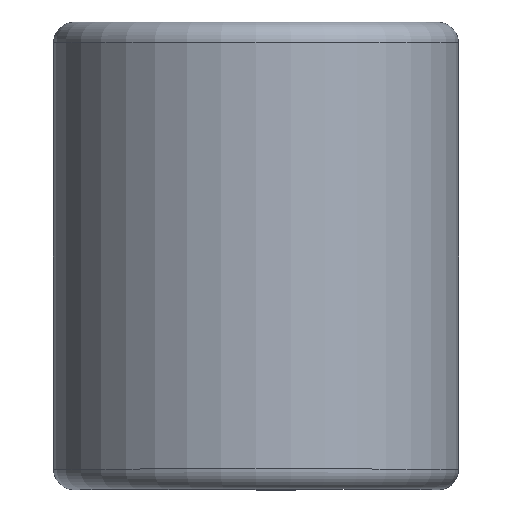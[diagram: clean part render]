
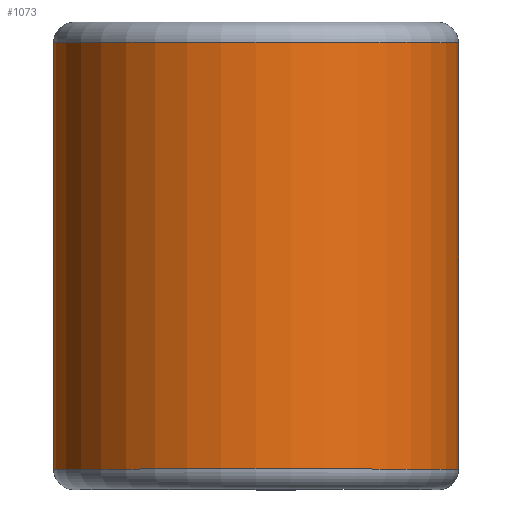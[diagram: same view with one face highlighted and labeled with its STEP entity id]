
A CAD part, top view. The second image highlights one B-rep face of the part: STEP entity #1073.
In plain terms, the highlighted cylindrical face has radius 7.569 mm (diameter 15.138 mm), a partial arc.
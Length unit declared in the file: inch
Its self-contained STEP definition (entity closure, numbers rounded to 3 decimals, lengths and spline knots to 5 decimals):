
#15 = DIRECTION ( 'NONE',  ( 0., 0., -1. ) ) ;
#277 = CARTESIAN_POINT ( 'NONE',  ( 0., 0.31375, -0.298 ) ) ;
#369 = DIRECTION ( 'NONE',  ( 0., -1., 0. ) ) ;
#370 = DIRECTION ( 'NONE',  ( 0., 0., -1. ) ) ;
#403 = VERTEX_POINT ( 'NONE', #1016 ) ;
#418 = AXIS2_PLACEMENT_3D ( 'NONE', #1657, #538, #370 ) ;
#538 = DIRECTION ( 'NONE',  ( 0., -1., 0. ) ) ;
#653 = CYLINDRICAL_SURFACE ( 'NONE', #418, 0.298 ) ;
#724 = VECTOR ( 'NONE', #1332, 39.37008 ) ;
#769 = VECTOR ( 'NONE', #2248, 39.37008 ) ;
#780 = AXIS2_PLACEMENT_3D ( 'NONE', #2196, #1098, #15 ) ;
#859 = CARTESIAN_POINT ( 'NONE',  ( 0., -0.31375, -0.298 ) ) ;
#900 = EDGE_CURVE ( 'NONE', #2197, #2086, #1902, .T. ) ;
#1016 = CARTESIAN_POINT ( 'NONE',  ( 0.298, -0.31375, 0. ) ) ;
#1073 = ADVANCED_FACE ( 'NONE', ( #2367 ), #653, .T. ) ;
#1098 = DIRECTION ( 'NONE',  ( 0., -1., 0. ) ) ;
#1205 = VERTEX_POINT ( 'NONE', #2250 ) ;
#1332 = DIRECTION ( 'NONE',  ( 0., 1., 0. ) ) ;
#1333 = ORIENTED_EDGE ( 'NONE', *, *, #1909, .T. ) ;
#1432 = CIRCLE ( 'NONE', #1482, 0.298 ) ;
#1482 = AXIS2_PLACEMENT_3D ( 'NONE', #1485, #369, #1666 ) ;
#1485 = CARTESIAN_POINT ( 'NONE',  ( 0., 0.31375, 0. ) ) ;
#1504 = EDGE_LOOP ( 'NONE', ( #1333, #1635, #2116, #1583 ) ) ;
#1583 = ORIENTED_EDGE ( 'NONE', *, *, #2275, .F. ) ;
#1635 = ORIENTED_EDGE ( 'NONE', *, *, #1786, .T. ) ;
#1657 = CARTESIAN_POINT ( 'NONE',  ( 0., 0.3125, 0. ) ) ;
#1666 = DIRECTION ( 'NONE',  ( 0., 0., -1. ) ) ;
#1786 = EDGE_CURVE ( 'NONE', #1205, #2086, #1432, .T. ) ;
#1902 = LINE ( 'NONE', #2039, #724 ) ;
#1909 = EDGE_CURVE ( 'NONE', #403, #1205, #2257, .T. ) ;
#2003 = CIRCLE ( 'NONE', #780, 0.298 ) ;
#2039 = CARTESIAN_POINT ( 'NONE',  ( 0., 0.31375, -0.298 ) ) ;
#2057 = CARTESIAN_POINT ( 'NONE',  ( 0.298, 0.31375, 0. ) ) ;
#2086 = VERTEX_POINT ( 'NONE', #277 ) ;
#2116 = ORIENTED_EDGE ( 'NONE', *, *, #900, .F. ) ;
#2196 = CARTESIAN_POINT ( 'NONE',  ( 0., -0.31375, 0. ) ) ;
#2197 = VERTEX_POINT ( 'NONE', #859 ) ;
#2248 = DIRECTION ( 'NONE',  ( 0., 1., 0. ) ) ;
#2250 = CARTESIAN_POINT ( 'NONE',  ( 0.298, 0.31375, 0. ) ) ;
#2257 = LINE ( 'NONE', #2057, #769 ) ;
#2275 = EDGE_CURVE ( 'NONE', #403, #2197, #2003, .T. ) ;
#2367 = FACE_OUTER_BOUND ( 'NONE', #1504, .T. ) ;
